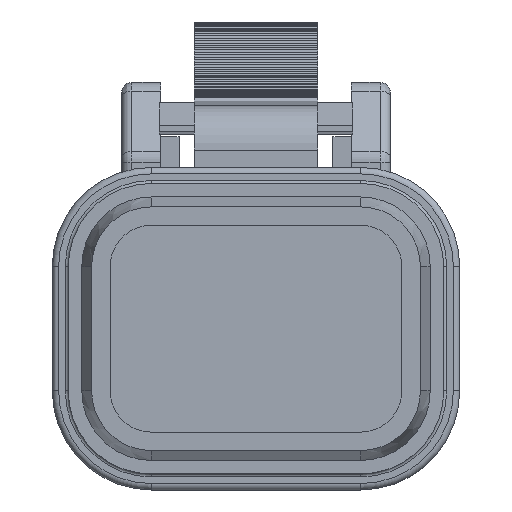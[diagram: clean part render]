
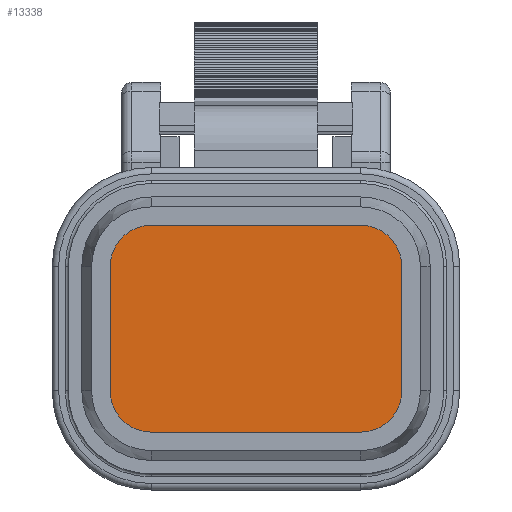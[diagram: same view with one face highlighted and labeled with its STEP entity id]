
A CAD part, front view. The second image highlights one B-rep face of the part: STEP entity #13338.
In plain terms, the highlighted planar face has unit normal (0, -1, 0).
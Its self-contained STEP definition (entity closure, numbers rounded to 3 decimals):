
#2=CARTESIAN_POINT('',(4.245,0.,2.52));
#3=DIRECTION('',(0.,1.,0.));
#4=DIRECTION('',(0.,0.,1.));
#5=AXIS2_PLACEMENT_3D('',#2,#3,#4);
#7=DIRECTION('',(0.,0.,-1.));
#8=VECTOR('',#7,5.04);
#9=CARTESIAN_POINT('',(5.925,0.,2.52));
#10=LINE('',#9,#8);
#11=CARTESIAN_POINT('',(4.245,0.,-2.52));
#12=DIRECTION('',(0.,1.,0.));
#13=DIRECTION('',(1.,0.,0.));
#14=AXIS2_PLACEMENT_3D('',#11,#12,#13);
#16=DIRECTION('',(-1.,0.,0.));
#17=VECTOR('',#16,8.49);
#18=CARTESIAN_POINT('',(4.245,0.,-4.2));
#19=LINE('',#18,#17);
#20=CARTESIAN_POINT('',(-4.245,0.,-2.52));
#21=DIRECTION('',(0.,1.,0.));
#22=DIRECTION('',(0.,0.,-1.));
#23=AXIS2_PLACEMENT_3D('',#20,#21,#22);
#25=DIRECTION('',(0.,0.,1.));
#26=VECTOR('',#25,5.04);
#27=CARTESIAN_POINT('',(-5.925,0.,-2.52));
#28=LINE('',#27,#26);
#29=CARTESIAN_POINT('',(-4.245,0.,2.52));
#30=DIRECTION('',(0.,1.,0.));
#31=DIRECTION('',(-1.,0.,0.));
#32=AXIS2_PLACEMENT_3D('',#29,#30,#31);
#34=DIRECTION('',(1.,0.,0.));
#35=VECTOR('',#34,8.49);
#36=CARTESIAN_POINT('',(-4.245,0.,4.2));
#37=LINE('',#36,#35);
#13283=CARTESIAN_POINT('',(-4.245,0.,4.2));
#13284=CARTESIAN_POINT('',(4.245,0.,4.2));
#13285=VERTEX_POINT('',#13283);
#13286=VERTEX_POINT('',#13284);
#13287=CARTESIAN_POINT('',(5.925,0.,2.52));
#13288=VERTEX_POINT('',#13287);
#13289=CARTESIAN_POINT('',(5.925,0.,-2.52));
#13290=VERTEX_POINT('',#13289);
#13291=CARTESIAN_POINT('',(4.245,0.,-4.2));
#13292=VERTEX_POINT('',#13291);
#13293=CARTESIAN_POINT('',(-4.245,0.,-4.2));
#13294=VERTEX_POINT('',#13293);
#13295=CARTESIAN_POINT('',(-5.925,0.,-2.52));
#13296=VERTEX_POINT('',#13295);
#13297=CARTESIAN_POINT('',(-5.925,0.,2.52));
#13298=VERTEX_POINT('',#13297);
#13315=CARTESIAN_POINT('',(0.,0.,0.));
#13316=DIRECTION('',(0.,1.,0.));
#13317=DIRECTION('',(1.,0.,0.));
#13318=AXIS2_PLACEMENT_3D('',#13315,#13316,#13317);
#13319=PLANE('',#13318);
#13321=ORIENTED_EDGE('',*,*,#13320,.T.);
#13323=ORIENTED_EDGE('',*,*,#13322,.T.);
#13325=ORIENTED_EDGE('',*,*,#13324,.T.);
#13327=ORIENTED_EDGE('',*,*,#13326,.T.);
#13329=ORIENTED_EDGE('',*,*,#13328,.T.);
#13331=ORIENTED_EDGE('',*,*,#13330,.T.);
#13333=ORIENTED_EDGE('',*,*,#13332,.T.);
#13335=ORIENTED_EDGE('',*,*,#13334,.T.);
#13336=EDGE_LOOP('',(#13321,#13323,#13325,#13327,#13329,#13331,#13333,#13335));
#13337=FACE_OUTER_BOUND('',#13336,.F.);
#13338=ADVANCED_FACE('',(#13337),#13319,.F.);
#6=CIRCLE('',#5,1.68);
#15=CIRCLE('',#14,1.68);
#24=CIRCLE('',#23,1.68);
#33=CIRCLE('',#32,1.68);
#13320=EDGE_CURVE('',#13286,#13288,#6,.T.);
#13322=EDGE_CURVE('',#13288,#13290,#10,.T.);
#13324=EDGE_CURVE('',#13290,#13292,#15,.T.);
#13326=EDGE_CURVE('',#13292,#13294,#19,.T.);
#13328=EDGE_CURVE('',#13294,#13296,#24,.T.);
#13330=EDGE_CURVE('',#13296,#13298,#28,.T.);
#13332=EDGE_CURVE('',#13298,#13285,#33,.T.);
#13334=EDGE_CURVE('',#13285,#13286,#37,.T.);
